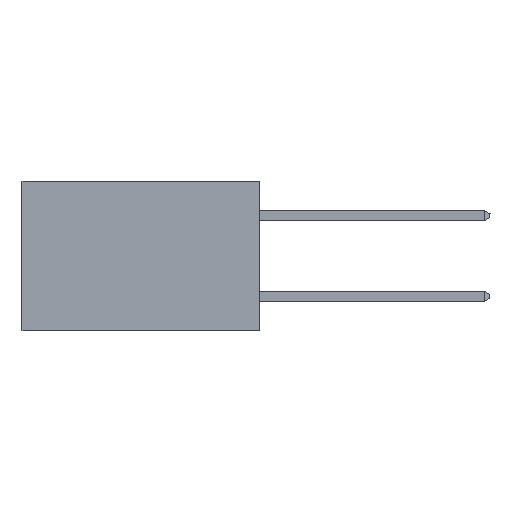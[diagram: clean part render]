
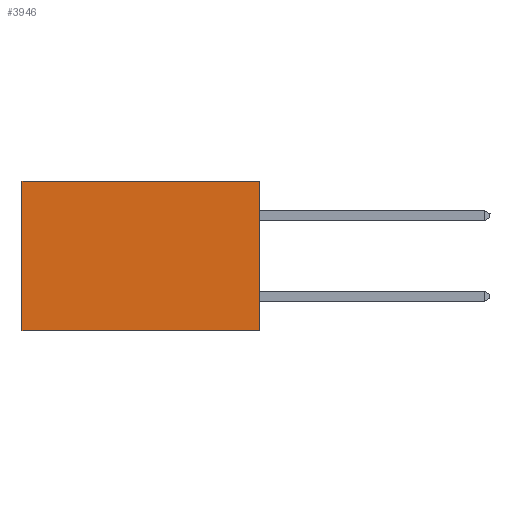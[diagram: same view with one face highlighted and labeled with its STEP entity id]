
A CAD part, left-side view. The second image highlights one B-rep face of the part: STEP entity #3946.
In plain terms, the highlighted planar face has unit normal (-1, 0, 0).
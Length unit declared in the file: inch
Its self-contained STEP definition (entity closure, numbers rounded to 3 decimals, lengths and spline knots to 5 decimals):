
#2 = VERTEX_POINT ( 'NONE', #10111 ) ;
#168 = CARTESIAN_POINT ( 'NONE',  ( 0.277, 0., -0.37 ) ) ;
#522 = EDGE_CURVE ( 'NONE', #2, #6258, #3032, .T. ) ;
#705 = LINE ( 'NONE', #3007, #3061 ) ;
#1481 = ORIENTED_EDGE ( 'NONE', *, *, #522, .T. ) ;
#1725 = LINE ( 'NONE', #6913, #13117 ) ;
#1856 = ORIENTED_EDGE ( 'NONE', *, *, #8052, .T. ) ;
#1945 = VERTEX_POINT ( 'NONE', #7764 ) ;
#2712 = CARTESIAN_POINT ( 'NONE',  ( 0.277, 0., -0.37 ) ) ;
#2755 = CARTESIAN_POINT ( 'NONE',  ( 0.277, 0., -0.37 ) ) ;
#2878 = DIRECTION ( 'NONE',  ( 0., 0., -1. ) ) ;
#3007 = CARTESIAN_POINT ( 'NONE',  ( 0.277, 0., 0. ) ) ;
#3032 = LINE ( 'NONE', #11408, #14294 ) ;
#3061 = VECTOR ( 'NONE', #7576, 39.37008 ) ;
#3506 = AXIS2_PLACEMENT_3D ( 'NONE', #168, #6301, #5789 ) ;
#3878 = DIRECTION ( 'NONE',  ( 0., 1., 0. ) ) ;
#3936 = EDGE_LOOP ( 'NONE', ( #1481, #4489, #13237, #1856 ) ) ;
#3946 = ADVANCED_FACE ( 'NONE', ( #12106 ), #5390, .F. ) ;
#4489 = ORIENTED_EDGE ( 'NONE', *, *, #13407, .F. ) ;
#5154 = EDGE_CURVE ( 'NONE', #1945, #11288, #1725, .T. ) ;
#5390 = PLANE ( 'NONE',  #3506 ) ;
#5789 = DIRECTION ( 'NONE',  ( 0., 0., -1. ) ) ;
#6258 = VERTEX_POINT ( 'NONE', #12430 ) ;
#6301 = DIRECTION ( 'NONE',  ( 1., 0., 0. ) ) ;
#6879 = DIRECTION ( 'NONE',  ( 0., 0., -1. ) ) ;
#6913 = CARTESIAN_POINT ( 'NONE',  ( 0.277, 0., -0.37 ) ) ;
#7576 = DIRECTION ( 'NONE',  ( 0., 1., 0. ) ) ;
#7764 = CARTESIAN_POINT ( 'NONE',  ( 0.277, 0., 0. ) ) ;
#8052 = EDGE_CURVE ( 'NONE', #1945, #2, #705, .T. ) ;
#10068 = VECTOR ( 'NONE', #3878, 39.37008 ) ;
#10111 = CARTESIAN_POINT ( 'NONE',  ( 0.277, 0.59, 0. ) ) ;
#11288 = VERTEX_POINT ( 'NONE', #2712 ) ;
#11408 = CARTESIAN_POINT ( 'NONE',  ( 0.277, 0.59, -0.37 ) ) ;
#12106 = FACE_OUTER_BOUND ( 'NONE', #3936, .T. ) ;
#12430 = CARTESIAN_POINT ( 'NONE',  ( 0.277, 0.59, -0.37 ) ) ;
#13117 = VECTOR ( 'NONE', #6879, 39.37008 ) ;
#13237 = ORIENTED_EDGE ( 'NONE', *, *, #5154, .F. ) ;
#13242 = LINE ( 'NONE', #2755, #10068 ) ;
#13407 = EDGE_CURVE ( 'NONE', #11288, #6258, #13242, .T. ) ;
#14294 = VECTOR ( 'NONE', #2878, 39.37008 ) ;
